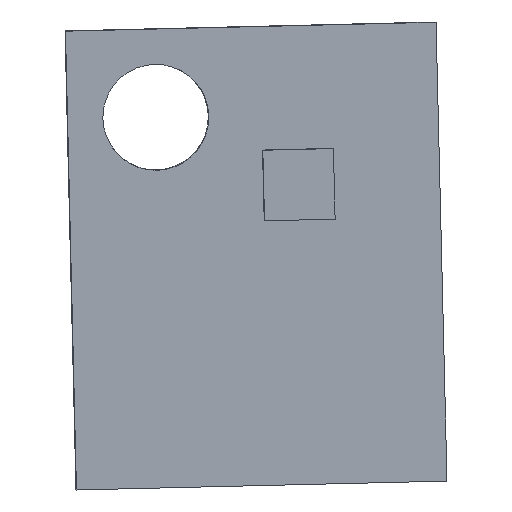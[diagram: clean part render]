
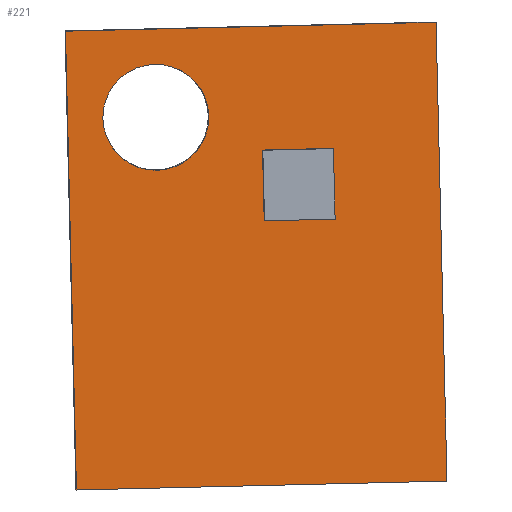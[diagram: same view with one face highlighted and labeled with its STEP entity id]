
A CAD part, front view. The second image highlights one B-rep face of the part: STEP entity #221.
In plain terms, the highlighted face is planar.
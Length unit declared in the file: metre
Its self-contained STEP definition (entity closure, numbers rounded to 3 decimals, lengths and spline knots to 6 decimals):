
#3 = EDGE_CURVE ( 'NONE', #279, #358, #390, .T. ) ;
#4 = CARTESIAN_POINT ( 'NONE',  ( -0.005, 0.005, 0.0012 ) ) ;
#7 = ORIENTED_EDGE ( 'NONE', *, *, #30, .T. ) ;
#9 = LINE ( 'NONE', #357, #260 ) ;
#12 = VERTEX_POINT ( 'NONE', #52 ) ;
#15 = AXIS2_PLACEMENT_3D ( 'NONE', #150, #151, #471 ) ;
#16 = EDGE_CURVE ( 'NONE', #31, #455, #167, .T. ) ;
#28 = AXIS2_PLACEMENT_3D ( 'NONE', #182, #497, #223 ) ;
#29 = DIRECTION ( 'NONE',  ( -1., 0., 0. ) ) ;
#30 = EDGE_CURVE ( 'NONE', #324, #12, #267, .T. ) ;
#31 = VERTEX_POINT ( 'NONE', #308 ) ;
#32 = DIRECTION ( 'NONE',  ( 1., 0., 0. ) ) ;
#52 = CARTESIAN_POINT ( 'NONE',  ( -0.005, -0.0055, 0.0012 ) ) ;
#75 = LINE ( 'NONE', #159, #157 ) ;
#76 = DIRECTION ( 'NONE',  ( 1., 0., 0. ) ) ;
#79 = FACE_OUTER_BOUND ( 'NONE', #511, .T. ) ;
#95 = ORIENTED_EDGE ( 'NONE', *, *, #453, .T. ) ;
#108 = CARTESIAN_POINT ( 'NONE',  ( 0.0055, 0.0025, 0.0012 ) ) ;
#122 = FACE_BOUND ( 'NONE', #316, .T. ) ;
#142 = VECTOR ( 'NONE', #303, 1. ) ;
#149 = ORIENTED_EDGE ( 'NONE', *, *, #213, .F. ) ;
#150 = CARTESIAN_POINT ( 'NONE',  ( 0., 0., 0.0012 ) ) ;
#151 = DIRECTION ( 'NONE',  ( 0., 0., 1. ) ) ;
#157 = VECTOR ( 'NONE', #29, 1. ) ;
#159 = CARTESIAN_POINT ( 'NONE',  ( -0.005, 0.005, 0.0012 ) ) ;
#167 = CIRCLE ( 'NONE', #28, 0.0015 ) ;
#172 = DIRECTION ( 'NONE',  ( 0., 1., 0. ) ) ;
#181 = VECTOR ( 'NONE', #172, 1. ) ;
#182 = CARTESIAN_POINT ( 'NONE',  ( 0.0055, 0.0025, 0.0012 ) ) ;
#184 = CIRCLE ( 'NONE', #256, 0.0015 ) ;
#206 = CARTESIAN_POINT ( 'NONE',  ( 0.008, 0.005, 0.0012 ) ) ;
#213 = EDGE_CURVE ( 'NONE', #455, #31, #184, .T. ) ;
#221 = ADVANCED_FACE ( 'NONE', ( #122, #79 ), #231, .T. ) ;
#223 = DIRECTION ( 'NONE',  ( 1., 0., 0. ) ) ;
#231 = PLANE ( 'NONE',  #15 ) ;
#256 = AXIS2_PLACEMENT_3D ( 'NONE', #108, #426, #76 ) ;
#260 = VECTOR ( 'NONE', #32, 1. ) ;
#267 = LINE ( 'NONE', #4, #142 ) ;
#272 = CARTESIAN_POINT ( 'NONE',  ( 0.008, -0.0055, 0.0012 ) ) ;
#279 = VERTEX_POINT ( 'NONE', #272 ) ;
#292 = ORIENTED_EDGE ( 'NONE', *, *, #314, .T. ) ;
#303 = DIRECTION ( 'NONE',  ( 0., -1., 0. ) ) ;
#308 = CARTESIAN_POINT ( 'NONE',  ( 0.007, 0.0025, 0.0012 ) ) ;
#314 = EDGE_CURVE ( 'NONE', #358, #324, #75, .T. ) ;
#316 = EDGE_LOOP ( 'NONE', ( #419, #149 ) ) ;
#323 = CARTESIAN_POINT ( 'NONE',  ( -0.005, 0.005, 0.0012 ) ) ;
#324 = VERTEX_POINT ( 'NONE', #323 ) ;
#325 = CARTESIAN_POINT ( 'NONE',  ( 0.008, 0.005, 0.0012 ) ) ;
#357 = CARTESIAN_POINT ( 'NONE',  ( -0.005, -0.0055, 0.0012 ) ) ;
#358 = VERTEX_POINT ( 'NONE', #325 ) ;
#390 = LINE ( 'NONE', #206, #181 ) ;
#419 = ORIENTED_EDGE ( 'NONE', *, *, #16, .F. ) ;
#426 = DIRECTION ( 'NONE',  ( 0., 0., 1. ) ) ;
#453 = EDGE_CURVE ( 'NONE', #12, #279, #9, .T. ) ;
#455 = VERTEX_POINT ( 'NONE', #514 ) ;
#467 = ORIENTED_EDGE ( 'NONE', *, *, #3, .T. ) ;
#471 = DIRECTION ( 'NONE',  ( 1., 0., 0. ) ) ;
#497 = DIRECTION ( 'NONE',  ( 0., 0., 1. ) ) ;
#511 = EDGE_LOOP ( 'NONE', ( #7, #95, #467, #292 ) ) ;
#514 = CARTESIAN_POINT ( 'NONE',  ( 0.004, 0.0025, 0.0012 ) ) ;
